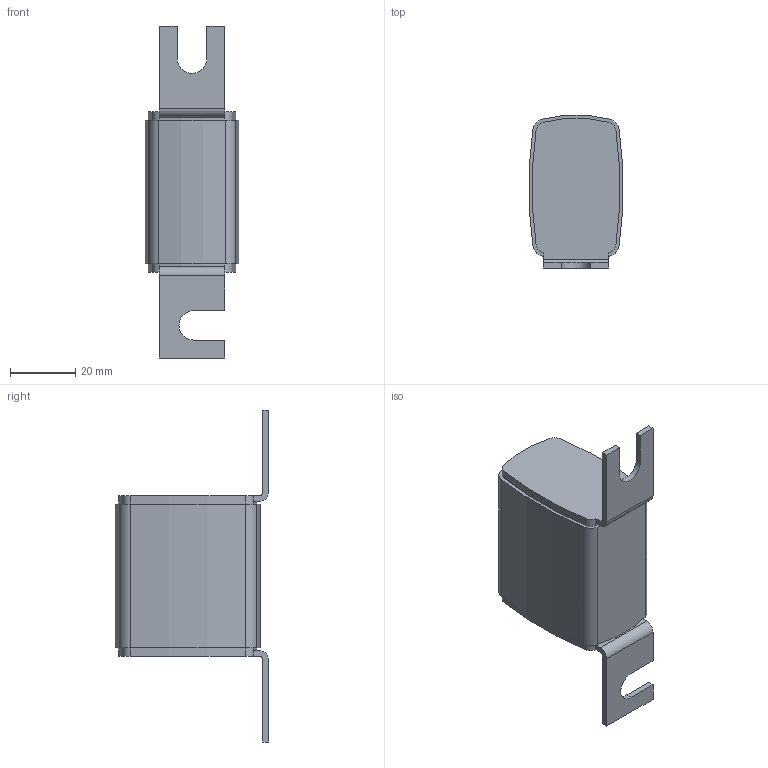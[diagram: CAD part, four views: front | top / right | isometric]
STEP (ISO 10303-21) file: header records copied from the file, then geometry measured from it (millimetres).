
FILE_DESCRIPTION(/* description */ (''),/* implementation_level */ '2;1');
FILE_NAME(/* name */ 'CDRS1-00.stp',/* time_stamp */ '2025-03-21T15:52:46+08:00',/* author */ (''),/* organization */ (''),/* preprocessor_version */ 'ST-DEVELOPER v16',/* originating_system */ 'SIEMENS PLM Software NX 10.0',/* authorisation */ '');
FILE_SCHEMA (('CONFIG_CONTROL_DESIGN'));
Length unit declared in the file: millimetre
Products named in the file (1): CDRS1-00
Bounding box: 28.71 x 46.85 x 101.6 mm (x, y, z)
Volume: 59729.4 mm3; surface area: 10970.4 mm2
Topology: 1 solids, 1 shells, 52 faces, 144 edges, 96 vertices
Faces by surface type: cylinder 30, plane 22
Entity records: 1776 total; most frequent: DIRECTION 306, CARTESIAN_POINT 305, ORIENTED_EDGE 288, EDGE_CURVE 144, AXIS2_PLACEMENT_3D 113, VERTEX_POINT 96, LINE 80, VECTOR 80
